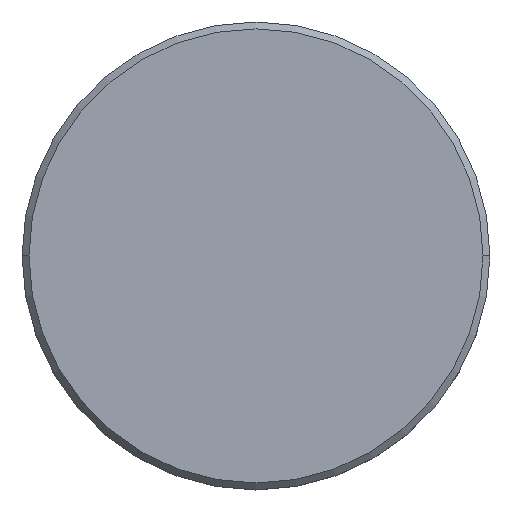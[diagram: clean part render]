
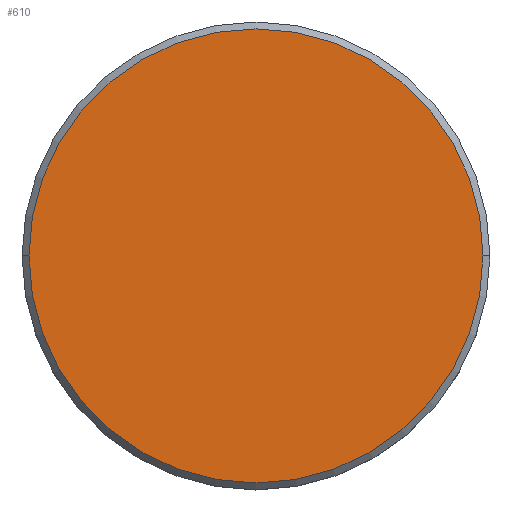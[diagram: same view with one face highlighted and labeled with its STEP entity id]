
A CAD part, top view. The second image highlights one B-rep face of the part: STEP entity #610.
In plain terms, the highlighted planar face has unit normal (0, 0, 1).
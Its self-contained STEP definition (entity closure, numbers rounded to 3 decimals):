
#12 = CARTESIAN_POINT ( 'NONE',  ( 0., 0., 0. ) ) ;
#113 = EDGE_CURVE ( 'NONE', #962, #474, #936, .T. ) ;
#170 = PLANE ( 'NONE',  #240 ) ;
#239 = AXIS2_PLACEMENT_3D ( 'NONE', #12, #325, #687 ) ;
#240 = AXIS2_PLACEMENT_3D ( 'NONE', #342, #870, #509 ) ;
#284 = EDGE_CURVE ( 'NONE', #474, #962, #1141, .T. ) ;
#325 = DIRECTION ( 'NONE',  ( 0., 0., 1. ) ) ;
#326 = ORIENTED_EDGE ( 'NONE', *, *, #113, .T. ) ;
#340 = DIRECTION ( 'NONE',  ( 1., 0., 0. ) ) ;
#342 = CARTESIAN_POINT ( 'NONE',  ( 0., 0., 0. ) ) ;
#343 = AXIS2_PLACEMENT_3D ( 'NONE', #969, #517, #340 ) ;
#429 = EDGE_LOOP ( 'NONE', ( #575, #326 ) ) ;
#474 = VERTEX_POINT ( 'NONE', #928 ) ;
#509 = DIRECTION ( 'NONE',  ( 1., 0., 0. ) ) ;
#517 = DIRECTION ( 'NONE',  ( 0., 0., 1. ) ) ;
#575 = ORIENTED_EDGE ( 'NONE', *, *, #284, .T. ) ;
#610 = ADVANCED_FACE ( 'NONE', ( #1067 ), #170, .T. ) ;
#671 = CARTESIAN_POINT ( 'NONE',  ( 16.5, 0., 0. ) ) ;
#687 = DIRECTION ( 'NONE',  ( 1., 0., 0. ) ) ;
#870 = DIRECTION ( 'NONE',  ( 0., 0., 1. ) ) ;
#928 = CARTESIAN_POINT ( 'NONE',  ( -16.5, 0., 0. ) ) ;
#936 = CIRCLE ( 'NONE', #343, 16.5 ) ;
#962 = VERTEX_POINT ( 'NONE', #671 ) ;
#969 = CARTESIAN_POINT ( 'NONE',  ( 0., 0., 0. ) ) ;
#1067 = FACE_OUTER_BOUND ( 'NONE', #429, .T. ) ;
#1141 = CIRCLE ( 'NONE', #239, 16.5 ) ;
